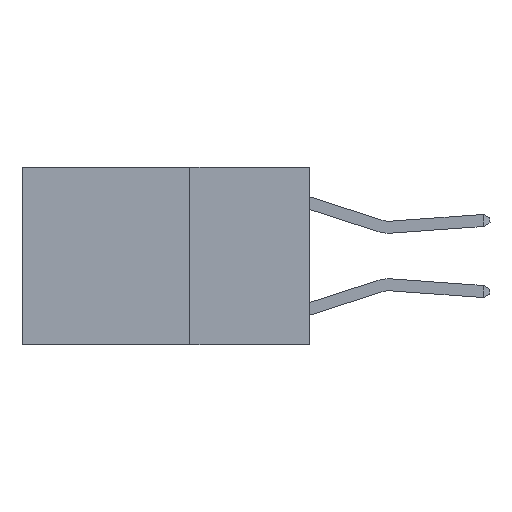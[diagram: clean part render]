
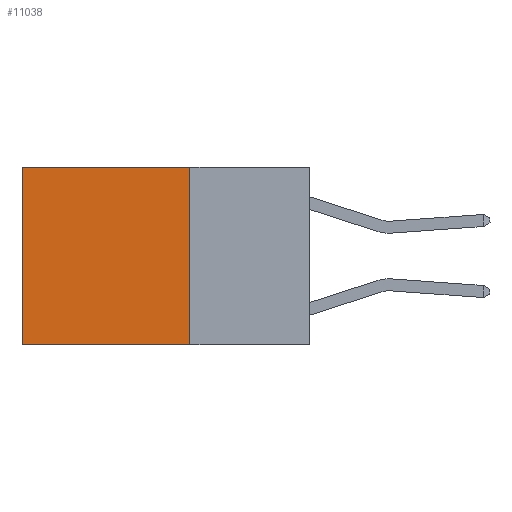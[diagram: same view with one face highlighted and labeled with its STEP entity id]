
A CAD part, left-side view. The second image highlights one B-rep face of the part: STEP entity #11038.
In plain terms, the highlighted planar face has unit normal (-1, 0, 0).
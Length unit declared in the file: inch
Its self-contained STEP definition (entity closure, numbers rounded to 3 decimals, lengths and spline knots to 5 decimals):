
#726 = CARTESIAN_POINT ( 'NONE',  ( 0.2625, 0.25, 0. ) ) ;
#1233 = FACE_OUTER_BOUND ( 'NONE', #10413, .T. ) ;
#1384 = DIRECTION ( 'NONE',  ( 1., 0., 0. ) ) ;
#1444 = DIRECTION ( 'NONE',  ( 0., 0., -1. ) ) ;
#1652 = VECTOR ( 'NONE', #7745, 39.37008 ) ;
#1685 = ORIENTED_EDGE ( 'NONE', *, *, #11031, .T. ) ;
#1770 = CARTESIAN_POINT ( 'NONE',  ( 0.2625, 0.25, 0. ) ) ;
#2523 = ORIENTED_EDGE ( 'NONE', *, *, #9026, .F. ) ;
#3114 = CARTESIAN_POINT ( 'NONE',  ( 0.2625, 0.6, 0. ) ) ;
#3190 = VECTOR ( 'NONE', #9504, 39.37008 ) ;
#3645 = VECTOR ( 'NONE', #11232, 39.37008 ) ;
#4316 = CARTESIAN_POINT ( 'NONE',  ( 0.2625, 0.25, -0.37 ) ) ;
#4723 = CARTESIAN_POINT ( 'NONE',  ( 0.2625, 0.6, -0.37 ) ) ;
#4840 = LINE ( 'NONE', #1770, #3190 ) ;
#5119 = PLANE ( 'NONE',  #11625 ) ;
#5914 = LINE ( 'NONE', #16412, #3645 ) ;
#6450 = CARTESIAN_POINT ( 'NONE',  ( 0.2625, 0.25, 0. ) ) ;
#7139 = DIRECTION ( 'NONE',  ( 0., 1., 0. ) ) ;
#7698 = ORIENTED_EDGE ( 'NONE', *, *, #11985, .F. ) ;
#7745 = DIRECTION ( 'NONE',  ( 0., 0., -1. ) ) ;
#8894 = CARTESIAN_POINT ( 'NONE',  ( 0.2625, 0.6, 0. ) ) ;
#9026 = EDGE_CURVE ( 'NONE', #13846, #16050, #10051, .T. ) ;
#9504 = DIRECTION ( 'NONE',  ( 0., 1., 0. ) ) ;
#9923 = CARTESIAN_POINT ( 'NONE',  ( 0.2625, 0.25, -0.37 ) ) ;
#10051 = LINE ( 'NONE', #9923, #14881 ) ;
#10413 = EDGE_LOOP ( 'NONE', ( #1685, #2523, #7698, #15927 ) ) ;
#11031 = EDGE_CURVE ( 'NONE', #15898, #16050, #12363, .T. ) ;
#11038 = ADVANCED_FACE ( 'NONE', ( #1233 ), #5119, .F. ) ;
#11232 = DIRECTION ( 'NONE',  ( 0., 0., -1. ) ) ;
#11625 = AXIS2_PLACEMENT_3D ( 'NONE', #6450, #1384, #1444 ) ;
#11985 = EDGE_CURVE ( 'NONE', #12633, #13846, #5914, .T. ) ;
#12363 = LINE ( 'NONE', #8894, #1652 ) ;
#12633 = VERTEX_POINT ( 'NONE', #726 ) ;
#13846 = VERTEX_POINT ( 'NONE', #4316 ) ;
#14606 = EDGE_CURVE ( 'NONE', #12633, #15898, #4840, .T. ) ;
#14881 = VECTOR ( 'NONE', #7139, 39.37008 ) ;
#15898 = VERTEX_POINT ( 'NONE', #3114 ) ;
#15927 = ORIENTED_EDGE ( 'NONE', *, *, #14606, .T. ) ;
#16050 = VERTEX_POINT ( 'NONE', #4723 ) ;
#16412 = CARTESIAN_POINT ( 'NONE',  ( 0.2625, 0.25, 0. ) ) ;
